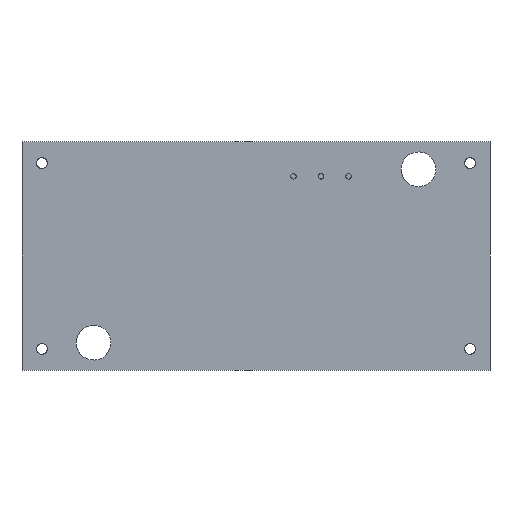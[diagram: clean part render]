
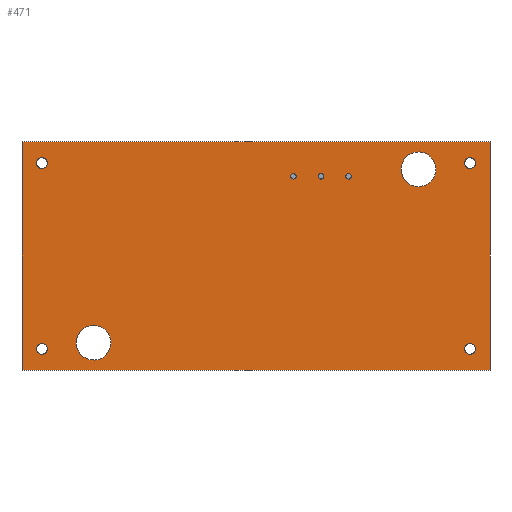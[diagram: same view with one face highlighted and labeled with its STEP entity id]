
A CAD part, front view. The second image highlights one B-rep face of the part: STEP entity #471.
In plain terms, the highlighted free-form (B-spline) face has degree [1, 1] with [2, 2] control points.
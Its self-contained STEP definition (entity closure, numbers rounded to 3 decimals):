
#34 = VERTEX_POINT('',#35);
#35 = CARTESIAN_POINT('',(-20.545,0.,-9.911));
#40 = EDGE_CURVE('',#34,#34,#41,.T.);
#41 = ( BOUNDED_CURVE() B_SPLINE_CURVE(2,(#42,#43,#44,#45,#46,#47,#48),
.UNSPECIFIED.,.T.,.F.) B_SPLINE_CURVE_WITH_KNOTS((3,2,2,3),(
    3.142,5.236,7.33,9.425),
.PIECEWISE_BEZIER_KNOTS.) CURVE() GEOMETRIC_REPRESENTATION_ITEM() 
RATIONAL_B_SPLINE_CURVE((1.,0.5,1.,0.5,1.,0.5,1.)) REPRESENTATION_ITEM(
  '') );
#42 = CARTESIAN_POINT('',(-20.545,0.,-9.911));
#43 = CARTESIAN_POINT('',(-20.545,0.,-6.478));
#44 = CARTESIAN_POINT('',(-17.572,0.,-8.194));
#45 = CARTESIAN_POINT('',(-14.599,0.,-9.911));
#46 = CARTESIAN_POINT('',(-17.572,0.,-11.627));
#47 = CARTESIAN_POINT('',(-20.545,0.,-13.344));
#48 = CARTESIAN_POINT('',(-20.545,0.,-9.911));
#86 = VERTEX_POINT('',#87);
#87 = CARTESIAN_POINT('',(-25.082,0.,-10.619));
#92 = EDGE_CURVE('',#86,#86,#93,.T.);
#93 = ( BOUNDED_CURVE() B_SPLINE_CURVE(2,(#94,#95,#96,#97,#98,#99,#100),
.UNSPECIFIED.,.T.,.F.) B_SPLINE_CURVE_WITH_KNOTS((3,2,2,3),(
    3.142,5.236,7.33,9.425),
.PIECEWISE_BEZIER_KNOTS.) CURVE() GEOMETRIC_REPRESENTATION_ITEM() 
RATIONAL_B_SPLINE_CURVE((1.,0.5,1.,0.5,1.,0.5,1.)) REPRESENTATION_ITEM(
  '') );
#94 = CARTESIAN_POINT('',(-25.082,0.,-10.619));
#95 = CARTESIAN_POINT('',(-25.082,0.,-9.546));
#96 = CARTESIAN_POINT('',(-24.153,0.,-10.082));
#97 = CARTESIAN_POINT('',(-23.224,0.,-10.619));
#98 = CARTESIAN_POINT('',(-24.153,0.,-11.155));
#99 = CARTESIAN_POINT('',(-25.082,0.,-11.691));
#100 = CARTESIAN_POINT('',(-25.082,0.,-10.619));
#138 = VERTEX_POINT('',#139);
#139 = CARTESIAN_POINT('',(23.843,0.,10.619));
#144 = EDGE_CURVE('',#138,#138,#145,.T.);
#145 = ( BOUNDED_CURVE() B_SPLINE_CURVE(2,(#146,#147,#148,#149,#150,#151
,#152),.UNSPECIFIED.,.T.,.F.) B_SPLINE_CURVE_WITH_KNOTS((3,2,2,3),(
    3.142,5.236,7.33,9.425),
.PIECEWISE_BEZIER_KNOTS.) CURVE() GEOMETRIC_REPRESENTATION_ITEM() 
RATIONAL_B_SPLINE_CURVE((1.,0.5,1.,0.5,1.,0.5,1.)) REPRESENTATION_ITEM(
  '') );
#146 = CARTESIAN_POINT('',(23.843,0.,10.619));
#147 = CARTESIAN_POINT('',(23.843,0.,11.691));
#148 = CARTESIAN_POINT('',(24.772,0.,11.155));
#149 = CARTESIAN_POINT('',(25.701,0.,10.619));
#150 = CARTESIAN_POINT('',(24.772,0.,10.082));
#151 = CARTESIAN_POINT('',(23.843,0.,9.546));
#152 = CARTESIAN_POINT('',(23.843,0.,10.619));
#190 = VERTEX_POINT('',#191);
#191 = CARTESIAN_POINT('',(-25.082,0.,10.619));
#196 = EDGE_CURVE('',#190,#190,#197,.T.);
#197 = ( BOUNDED_CURVE() B_SPLINE_CURVE(2,(#198,#199,#200,#201,#202,#203
,#204),.UNSPECIFIED.,.T.,.F.) B_SPLINE_CURVE_WITH_KNOTS((3,2,2,3),(
    3.142,5.236,7.33,9.425),
.PIECEWISE_BEZIER_KNOTS.) CURVE() GEOMETRIC_REPRESENTATION_ITEM() 
RATIONAL_B_SPLINE_CURVE((1.,0.5,1.,0.5,1.,0.5,1.)) REPRESENTATION_ITEM(
  '') );
#198 = CARTESIAN_POINT('',(-25.082,0.,10.619));
#199 = CARTESIAN_POINT('',(-25.082,0.,11.691));
#200 = CARTESIAN_POINT('',(-24.153,0.,11.155));
#201 = CARTESIAN_POINT('',(-23.224,0.,10.619));
#202 = CARTESIAN_POINT('',(-24.153,0.,10.082));
#203 = CARTESIAN_POINT('',(-25.082,0.,9.546));
#204 = CARTESIAN_POINT('',(-25.082,0.,10.619));
#242 = VERTEX_POINT('',#243);
#243 = CARTESIAN_POINT('',(23.843,0.,-10.619));
#248 = EDGE_CURVE('',#242,#242,#249,.T.);
#249 = ( BOUNDED_CURVE() B_SPLINE_CURVE(2,(#250,#251,#252,#253,#254,#255
,#256),.UNSPECIFIED.,.T.,.F.) B_SPLINE_CURVE_WITH_KNOTS((3,2,2,3),(
    3.142,5.236,7.33,9.425),
.PIECEWISE_BEZIER_KNOTS.) CURVE() GEOMETRIC_REPRESENTATION_ITEM() 
RATIONAL_B_SPLINE_CURVE((1.,0.5,1.,0.5,1.,0.5,1.)) REPRESENTATION_ITEM(
  '') );
#250 = CARTESIAN_POINT('',(23.843,0.,-10.619));
#251 = CARTESIAN_POINT('',(23.843,0.,-9.546));
#252 = CARTESIAN_POINT('',(24.772,0.,-10.082));
#253 = CARTESIAN_POINT('',(25.701,0.,-10.619));
#254 = CARTESIAN_POINT('',(24.772,0.,-11.155));
#255 = CARTESIAN_POINT('',(23.843,0.,-11.691));
#256 = CARTESIAN_POINT('',(23.843,0.,-10.619));
#294 = VERTEX_POINT('',#295);
#295 = CARTESIAN_POINT('',(16.581,0.,9.911));
#300 = EDGE_CURVE('',#294,#294,#301,.T.);
#301 = ( BOUNDED_CURVE() B_SPLINE_CURVE(2,(#302,#303,#304,#305,#306,#307
,#308),.UNSPECIFIED.,.T.,.F.) B_SPLINE_CURVE_WITH_KNOTS((3,2,2,3),(
    3.142,5.236,7.33,9.425),
.PIECEWISE_BEZIER_KNOTS.) CURVE() GEOMETRIC_REPRESENTATION_ITEM() 
RATIONAL_B_SPLINE_CURVE((1.,0.5,1.,0.5,1.,0.5,1.)) REPRESENTATION_ITEM(
  '') );
#302 = CARTESIAN_POINT('',(16.581,0.,9.911));
#303 = CARTESIAN_POINT('',(16.581,0.,13.344));
#304 = CARTESIAN_POINT('',(19.554,0.,11.627));
#305 = CARTESIAN_POINT('',(22.527,0.,9.911));
#306 = CARTESIAN_POINT('',(19.554,0.,8.194));
#307 = CARTESIAN_POINT('',(16.581,0.,6.478));
#308 = CARTESIAN_POINT('',(16.581,0.,9.911));
#333 = EDGE_CURVE('',#334,#336,#338,.T.);
#334 = VERTEX_POINT('',#335);
#335 = CARTESIAN_POINT('',(26.743,0.,-13.057));
#336 = VERTEX_POINT('',#337);
#337 = CARTESIAN_POINT('',(26.743,0.,13.057));
#338 = B_SPLINE_CURVE_WITH_KNOTS('',1,(#339,#340),.UNSPECIFIED.,.F.,.F.,
  (2,2),(0.,21.082),.PIECEWISE_BEZIER_KNOTS.);
#339 = CARTESIAN_POINT('',(26.743,0.,-13.057));
#340 = CARTESIAN_POINT('',(26.743,0.,13.057));
#369 = EDGE_CURVE('',#336,#370,#372,.T.);
#370 = VERTEX_POINT('',#371);
#371 = CARTESIAN_POINT('',(-26.743,0.,13.057));
#372 = B_SPLINE_CURVE_WITH_KNOTS('',1,(#373,#374),.UNSPECIFIED.,.F.,.F.,
  (2,2),(0.,43.18),.PIECEWISE_BEZIER_KNOTS.);
#373 = CARTESIAN_POINT('',(26.743,0.,13.057));
#374 = CARTESIAN_POINT('',(-26.743,0.,13.057));
#397 = EDGE_CURVE('',#370,#398,#400,.T.);
#398 = VERTEX_POINT('',#399);
#399 = CARTESIAN_POINT('',(-26.743,0.,-13.057));
#400 = B_SPLINE_CURVE_WITH_KNOTS('',1,(#401,#402),.UNSPECIFIED.,.F.,.F.,
  (2,2),(0.,21.082),.PIECEWISE_BEZIER_KNOTS.);
#401 = CARTESIAN_POINT('',(-26.743,0.,13.057));
#402 = CARTESIAN_POINT('',(-26.743,0.,-13.057));
#425 = EDGE_CURVE('',#398,#334,#426,.T.);
#426 = B_SPLINE_CURVE_WITH_KNOTS('',1,(#427,#428),.UNSPECIFIED.,.F.,.F.,
  (2,2),(0.,43.18),.PIECEWISE_BEZIER_KNOTS.);
#427 = CARTESIAN_POINT('',(-26.743,0.,-13.057));
#428 = CARTESIAN_POINT('',(26.743,0.,-13.057));
#471 = ADVANCED_FACE('',(#472,#478,#481,#484,#487,#490,#493),#496,.F.);
#472 = FACE_BOUND('',#473,.T.);
#473 = EDGE_LOOP('',(#474,#475,#476,#477));
#474 = ORIENTED_EDGE('',*,*,#425,.T.);
#475 = ORIENTED_EDGE('',*,*,#333,.T.);
#476 = ORIENTED_EDGE('',*,*,#369,.T.);
#477 = ORIENTED_EDGE('',*,*,#397,.T.);
#478 = FACE_BOUND('',#479,.T.);
#479 = EDGE_LOOP('',(#480));
#480 = ORIENTED_EDGE('',*,*,#40,.T.);
#481 = FACE_BOUND('',#482,.T.);
#482 = EDGE_LOOP('',(#483));
#483 = ORIENTED_EDGE('',*,*,#92,.T.);
#484 = FACE_BOUND('',#485,.T.);
#485 = EDGE_LOOP('',(#486));
#486 = ORIENTED_EDGE('',*,*,#144,.T.);
#487 = FACE_BOUND('',#488,.T.);
#488 = EDGE_LOOP('',(#489));
#489 = ORIENTED_EDGE('',*,*,#196,.T.);
#490 = FACE_BOUND('',#491,.T.);
#491 = EDGE_LOOP('',(#492));
#492 = ORIENTED_EDGE('',*,*,#248,.T.);
#493 = FACE_BOUND('',#494,.T.);
#494 = EDGE_LOOP('',(#495));
#495 = ORIENTED_EDGE('',*,*,#300,.T.);
#496 = B_SPLINE_SURFACE_WITH_KNOTS('',1,1,(
    (#497,#498)
    ,(#499,#500
    )),.UNSPECIFIED.,.F.,.F.,.F.,(2,2),(2,2),(-21.59,21.59),(-10.541,
    10.541),.PIECEWISE_BEZIER_KNOTS.);
#497 = CARTESIAN_POINT('',(-26.743,0.,13.057));
#498 = CARTESIAN_POINT('',(-26.743,0.,-13.057));
#499 = CARTESIAN_POINT('',(26.743,0.,13.057));
#500 = CARTESIAN_POINT('',(26.743,0.,-13.057));
